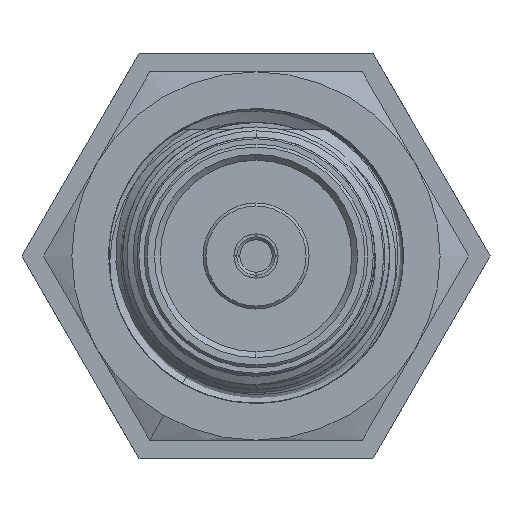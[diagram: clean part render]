
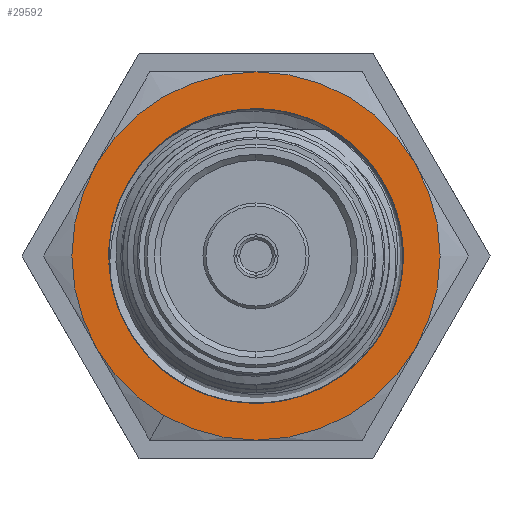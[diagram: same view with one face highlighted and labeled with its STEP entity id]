
A CAD part, left-side view. The second image highlights one B-rep face of the part: STEP entity #29592.
In plain terms, the highlighted planar face has unit normal (-1, 0, 0).
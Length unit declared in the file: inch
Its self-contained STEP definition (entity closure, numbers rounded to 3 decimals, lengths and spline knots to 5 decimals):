
#563 = CARTESIAN_POINT ( 'NONE',  ( 0.418, -0.27063, 0.15625 ) ) ;
#792 = DIRECTION ( 'NONE',  ( -1., 0., 0. ) ) ;
#1494 = ORIENTED_EDGE ( 'NONE', *, *, #21176, .T. ) ;
#1963 = AXIS2_PLACEMENT_3D ( 'NONE', #7013, #34324, #1997 ) ;
#1997 = DIRECTION ( 'NONE',  ( 0., 0.5, -0.866 ) ) ;
#2242 = FACE_BOUND ( 'NONE', #18421, .T. ) ;
#2416 = AXIS2_PLACEMENT_3D ( 'NONE', #32356, #5105, #21235 ) ;
#2904 = CARTESIAN_POINT ( 'NONE',  ( 0.418, 0., 0. ) ) ;
#2927 = AXIS2_PLACEMENT_3D ( 'NONE', #11320, #792, #3709 ) ;
#3651 = AXIS2_PLACEMENT_3D ( 'NONE', #26073, #20559, #10055 ) ;
#3709 = DIRECTION ( 'NONE',  ( 0., 0.5, -0.866 ) ) ;
#3937 = CARTESIAN_POINT ( 'NONE',  ( 0.418, 0., 0. ) ) ;
#5105 = DIRECTION ( 'NONE',  ( -1., 0., 0. ) ) ;
#5195 = VERTEX_POINT ( 'NONE', #17111 ) ;
#5228 = DIRECTION ( 'NONE',  ( -1., 0., 0. ) ) ;
#5408 = VERTEX_POINT ( 'NONE', #22957 ) ;
#5506 = ORIENTED_EDGE ( 'NONE', *, *, #21515, .T. ) ;
#6452 = CARTESIAN_POINT ( 'NONE',  ( 0.418, 0., 0. ) ) ;
#6695 = EDGE_CURVE ( 'NONE', #25054, #27108, #16125, .T. ) ;
#6698 = VERTEX_POINT ( 'NONE', #14113 ) ;
#7013 = CARTESIAN_POINT ( 'NONE',  ( 0.418, 0., 0. ) ) ;
#7033 = ORIENTED_EDGE ( 'NONE', *, *, #32227, .T. ) ;
#8407 = DIRECTION ( 'NONE',  ( -1., 0., 0. ) ) ;
#8526 = AXIS2_PLACEMENT_3D ( 'NONE', #6452, #9160, #20133 ) ;
#9160 = DIRECTION ( 'NONE',  ( -1., 0., 0. ) ) ;
#9356 = CARTESIAN_POINT ( 'NONE',  ( 0.418, 0.15625, -0.27063 ) ) ;
#9553 = DIRECTION ( 'NONE',  ( 0., 0.5, -0.866 ) ) ;
#9708 = ORIENTED_EDGE ( 'NONE', *, *, #6695, .T. ) ;
#10055 = DIRECTION ( 'NONE',  ( 0., 0.5, -0.866 ) ) ;
#10281 = DIRECTION ( 'NONE',  ( 0., 0.5, -0.866 ) ) ;
#10829 = EDGE_LOOP ( 'NONE', ( #26433, #11523, #19416, #5506, #7033, #9708, #1494 ) ) ;
#11320 = CARTESIAN_POINT ( 'NONE',  ( 0.418, 0., 0. ) ) ;
#11523 = ORIENTED_EDGE ( 'NONE', *, *, #34470, .T. ) ;
#11683 = DIRECTION ( 'NONE',  ( 0., 0.5, -0.866 ) ) ;
#12221 = AXIS2_PLACEMENT_3D ( 'NONE', #28407, #14932, #20537 ) ;
#12355 = CIRCLE ( 'NONE', #2416, 0.3125 ) ;
#13082 = CARTESIAN_POINT ( 'NONE',  ( 0.418, 0., 0. ) ) ;
#14113 = CARTESIAN_POINT ( 'NONE',  ( 0.418, 0.27063, -0.15625 ) ) ;
#14238 = PLANE ( 'NONE',  #32147 ) ;
#14559 = EDGE_CURVE ( 'NONE', #25620, #5195, #30506, .T. ) ;
#14932 = DIRECTION ( 'NONE',  ( -1., 0., 0. ) ) ;
#15594 = VERTEX_POINT ( 'NONE', #563 ) ;
#16092 = CARTESIAN_POINT ( 'NONE',  ( 0.418, 0., 0.3125 ) ) ;
#16125 = CIRCLE ( 'NONE', #2927, 0.3125 ) ;
#16234 = DIRECTION ( 'NONE',  ( 0., 0.5, -0.866 ) ) ;
#17111 = CARTESIAN_POINT ( 'NONE',  ( 0.418, 0.06947, 0.24015 ) ) ;
#18421 = EDGE_LOOP ( 'NONE', ( #19067, #20022 ) ) ;
#18751 = CIRCLE ( 'NONE', #20879, 0.3125 ) ;
#18973 = FACE_OUTER_BOUND ( 'NONE', #10829, .T. ) ;
#19067 = ORIENTED_EDGE ( 'NONE', *, *, #14559, .F. ) ;
#19416 = ORIENTED_EDGE ( 'NONE', *, *, #24884, .T. ) ;
#19977 = CIRCLE ( 'NONE', #3651, 0.3125 ) ;
#20022 = ORIENTED_EDGE ( 'NONE', *, *, #33504, .F. ) ;
#20133 = DIRECTION ( 'NONE',  ( 0., 0.5, -0.866 ) ) ;
#20537 = DIRECTION ( 'NONE',  ( 0., 0.5, -0.866 ) ) ;
#20559 = DIRECTION ( 'NONE',  ( -1., 0., 0. ) ) ;
#20857 = CIRCLE ( 'NONE', #31449, 0.3125 ) ;
#20879 = AXIS2_PLACEMENT_3D ( 'NONE', #2904, #8407, #16234 ) ;
#20934 = VERTEX_POINT ( 'NONE', #30243 ) ;
#21176 = EDGE_CURVE ( 'NONE', #27108, #6698, #34753, .T. ) ;
#21235 = DIRECTION ( 'NONE',  ( 0., 0.5, -0.866 ) ) ;
#21515 = EDGE_CURVE ( 'NONE', #5408, #15594, #18751, .T. ) ;
#21638 = CIRCLE ( 'NONE', #28634, 0.3125 ) ;
#21926 = VERTEX_POINT ( 'NONE', #9356 ) ;
#22784 = DIRECTION ( 'NONE',  ( -1., 0., 0. ) ) ;
#22865 = CARTESIAN_POINT ( 'NONE',  ( 0.418, 0.21894, 0.12069 ) ) ;
#22957 = CARTESIAN_POINT ( 'NONE',  ( 0.418, -0.27063, -0.15625 ) ) ;
#23204 = CARTESIAN_POINT ( 'NONE',  ( 0.418, 0.27063, 0.15625 ) ) ;
#23603 = EDGE_CURVE ( 'NONE', #6698, #21926, #20857, .T. ) ;
#24884 = EDGE_CURVE ( 'NONE', #20934, #5408, #19977, .T. ) ;
#25054 = VERTEX_POINT ( 'NONE', #16092 ) ;
#25556 = CARTESIAN_POINT ( 'NONE',  ( 0.418, 0., 0. ) ) ;
#25620 = VERTEX_POINT ( 'NONE', #22865 ) ;
#26073 = CARTESIAN_POINT ( 'NONE',  ( 0.418, 0., 0. ) ) ;
#26433 = ORIENTED_EDGE ( 'NONE', *, *, #23603, .T. ) ;
#27108 = VERTEX_POINT ( 'NONE', #23204 ) ;
#28407 = CARTESIAN_POINT ( 'NONE',  ( 0.418, 0., 0. ) ) ;
#28634 = AXIS2_PLACEMENT_3D ( 'NONE', #25556, #30746, #9553 ) ;
#29592 = ADVANCED_FACE ( 'NONE', ( #2242, #18973 ), #14238, .T. ) ;
#30243 = CARTESIAN_POINT ( 'NONE',  ( 0.418, 0., -0.3125 ) ) ;
#30506 = CIRCLE ( 'NONE', #12221, 0.25 ) ;
#30746 = DIRECTION ( 'NONE',  ( -1., 0., 0. ) ) ;
#30835 = CIRCLE ( 'NONE', #1963, 0.25 ) ;
#31449 = AXIS2_PLACEMENT_3D ( 'NONE', #13082, #5228, #10281 ) ;
#32147 = AXIS2_PLACEMENT_3D ( 'NONE', #3937, #22784, #11683 ) ;
#32227 = EDGE_CURVE ( 'NONE', #15594, #25054, #21638, .T. ) ;
#32356 = CARTESIAN_POINT ( 'NONE',  ( 0.418, 0., 0. ) ) ;
#33504 = EDGE_CURVE ( 'NONE', #5195, #25620, #30835, .T. ) ;
#34324 = DIRECTION ( 'NONE',  ( -1., 0., 0. ) ) ;
#34470 = EDGE_CURVE ( 'NONE', #21926, #20934, #12355, .T. ) ;
#34753 = CIRCLE ( 'NONE', #8526, 0.3125 ) ;
